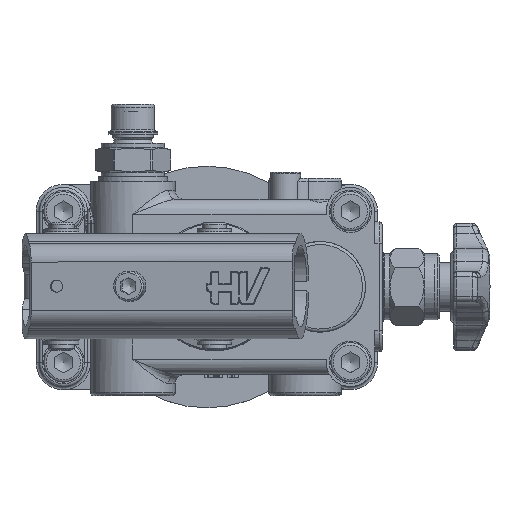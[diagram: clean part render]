
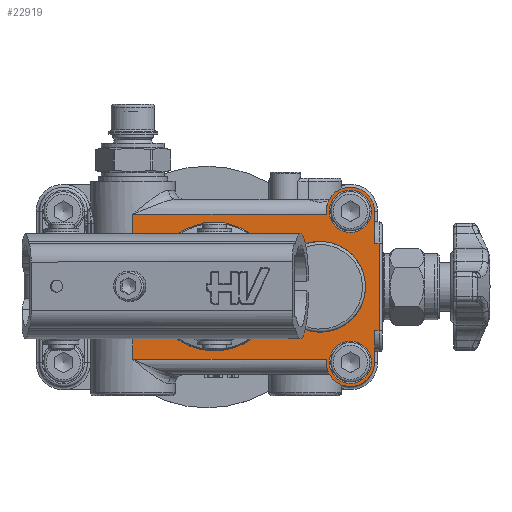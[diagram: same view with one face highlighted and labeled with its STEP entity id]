
A CAD part, top view. The second image highlights one B-rep face of the part: STEP entity #22919.
In plain terms, the highlighted planar face has unit normal (0, 0, 1).
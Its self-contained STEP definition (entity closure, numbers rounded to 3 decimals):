
#21351=CARTESIAN_POINT('',(96.,58.,43.));
#21352=VERTEX_POINT('',#21351);
#21360=CARTESIAN_POINT('',(96.,59.,43.));
#21361=VERTEX_POINT('',#21360);
#21362=CARTESIAN_POINT('',(96.,58.,43.));
#21363=DIRECTION('',(0.0,1.0,0.0));
#21364=VECTOR('',#21363,1.);
#21365=LINE('',#21362,#21364);
#21366=EDGE_CURVE('',#21352,#21361,#21365,.T.);
#21382=CARTESIAN_POINT('',(96.0,10.0,43.));
#21383=VERTEX_POINT('',#21382);
#21393=CARTESIAN_POINT('',(96.0,9.,43.));
#21394=VERTEX_POINT('',#21393);
#21401=CARTESIAN_POINT('',(96.,9.,43.));
#21402=DIRECTION('',(0.0,1.0,0.0));
#21403=VECTOR('',#21402,1.);
#21404=LINE('',#21401,#21403);
#21405=EDGE_CURVE('',#21394,#21383,#21404,.T.);
#21415=CARTESIAN_POINT('',(46.28,21.264,43.));
#21416=VERTEX_POINT('',#21415);
#21417=CARTESIAN_POINT('',(59.,34.0,43.));
#21418=DIRECTION('',(0.0,0.0,1.0));
#21419=DIRECTION('',(0.707,0.708,0.0));
#21420=AXIS2_PLACEMENT_3D('',#21417,#21418,#21419);
#21421=CIRCLE('',#21420,18.);
#21422=EDGE_CURVE('',#21416,#21416,#21421,.T.);
#21584=CARTESIAN_POINT('',(32.,44.122,43.));
#21585=VERTEX_POINT('',#21584);
#21634=CARTESIAN_POINT('',(33.732,41.0,43.));
#21635=VERTEX_POINT('',#21634);
#21643=CARTESIAN_POINT('',(33.732,41.0,43.));
#21644=CARTESIAN_POINT('',(33.732,41.528,43.));
#21645=CARTESIAN_POINT('',(33.438,42.767,43.));
#21646=CARTESIAN_POINT('',(32.582,43.719,43.));
#21647=CARTESIAN_POINT('',(32.,44.122,43.));
#21648=B_SPLINE_CURVE_WITH_KNOTS('',3,(#21643,#21644,#21645,#21646,#21647),.UNSPECIFIED.,.F.,.U.,(4,1,4),(2.696,2.855,3.066),.UNSPECIFIED.);
#21649=EDGE_CURVE('',#21635,#21585,#21648,.T.);
#21661=CARTESIAN_POINT('',(33.732,27.,43.));
#21662=VERTEX_POINT('',#21661);
#21670=CARTESIAN_POINT('',(33.732,27.,43.));
#21671=DIRECTION('',(0.0,1.0,0.0));
#21672=VECTOR('',#21671,14.);
#21673=LINE('',#21670,#21672);
#21674=EDGE_CURVE('',#21662,#21635,#21673,.T.);
#21707=CARTESIAN_POINT('',(32.,23.878,43.));
#21708=VERTEX_POINT('',#21707);
#21716=CARTESIAN_POINT('',(32.,23.878,43.));
#21717=CARTESIAN_POINT('',(32.433,24.178,43.));
#21718=CARTESIAN_POINT('',(33.336,25.067,43.));
#21719=CARTESIAN_POINT('',(33.732,26.29,43.0));
#21720=CARTESIAN_POINT('',(33.732,27.,43.));
#21721=B_SPLINE_CURVE_WITH_KNOTS('',3,(#21716,#21717,#21718,#21719,#21720),.UNSPECIFIED.,.F.,.U.,(4,1,4),(2.696,2.854,3.065),.UNSPECIFIED.);
#21722=EDGE_CURVE('',#21708,#21662,#21721,.T.);
#22451=CARTESIAN_POINT('',(112.0,59.,43.));
#22452=VERTEX_POINT('',#22451);
#22459=CARTESIAN_POINT('',(112.,48.5,43.));
#22460=VERTEX_POINT('',#22459);
#22461=CARTESIAN_POINT('',(112.0,59.,43.));
#22462=DIRECTION('',(0.0,-1.0,0.0));
#22463=VECTOR('',#22462,10.5);
#22464=LINE('',#22461,#22463);
#22465=EDGE_CURVE('',#22452,#22460,#22464,.T.);
#22580=CARTESIAN_POINT('',(112.0,19.5,43.));
#22581=VERTEX_POINT('',#22580);
#22589=CARTESIAN_POINT('',(112.,9.,43.));
#22590=VERTEX_POINT('',#22589);
#22591=CARTESIAN_POINT('',(112.,19.5,43.));
#22592=DIRECTION('',(0.0,-1.0,0.0));
#22593=VECTOR('',#22592,10.5);
#22594=LINE('',#22591,#22593);
#22595=EDGE_CURVE('',#22581,#22590,#22594,.T.);
#22784=CARTESIAN_POINT('',(113.5,48.5,43.));
#22785=VERTEX_POINT('',#22784);
#22795=CARTESIAN_POINT('',(112.,48.5,43.));
#22796=DIRECTION('',(1.0,0.0,0.0));
#22797=VECTOR('',#22796,1.5);
#22798=LINE('',#22795,#22797);
#22799=EDGE_CURVE('',#22460,#22785,#22798,.T.);
#22804=CARTESIAN_POINT('',(104.,34.,43.));
#22805=DIRECTION('',(0.0,0.0,1.0));
#22806=DIRECTION('',(1.0,0.0,0.0));
#22807=AXIS2_PLACEMENT_3D('',#22804,#22805,#22806);
#22808=PLANE('',#22807);
#22809=CARTESIAN_POINT('',(113.5,19.5,43.));
#22810=VERTEX_POINT('',#22809);
#22811=CARTESIAN_POINT('',(113.5,48.5,43.));
#22812=DIRECTION('',(0.0,-1.0,0.0));
#22813=VECTOR('',#22812,29.);
#22814=LINE('',#22811,#22813);
#22815=EDGE_CURVE('',#22785,#22810,#22814,.T.);
#22816=ORIENTED_EDGE('',*,*,#22815,.F.);
#22817=ORIENTED_EDGE('',*,*,#22799,.F.);
#22818=ORIENTED_EDGE('',*,*,#22465,.F.);
#22819=CARTESIAN_POINT('',(104.,59.,43.));
#22820=DIRECTION('',(0.0,0.0,-1.0));
#22821=DIRECTION('',(1.0,0.0,0.0));
#22822=AXIS2_PLACEMENT_3D('',#22819,#22820,#22821);
#22823=CIRCLE('',#22822,8.0);
#22824=EDGE_CURVE('',#21361,#22452,#22823,.T.);
#22825=ORIENTED_EDGE('',*,*,#22824,.F.);
#22826=ORIENTED_EDGE('',*,*,#21366,.F.);
#22827=CARTESIAN_POINT('',(32.,58.,43.));
#22828=VERTEX_POINT('',#22827);
#22829=CARTESIAN_POINT('',(96.,58.,43.));
#22830=DIRECTION('',(-1.0,0.0,0.0));
#22831=VECTOR('',#22830,64.);
#22832=LINE('',#22829,#22831);
#22833=EDGE_CURVE('',#21352,#22828,#22832,.T.);
#22834=ORIENTED_EDGE('',*,*,#22833,.T.);
#22835=CARTESIAN_POINT('',(32.0,44.122,43.0));
#22836=DIRECTION('',(0.0,1.0,0.0));
#22837=VECTOR('',#22836,13.878);
#22838=LINE('',#22835,#22837);
#22839=EDGE_CURVE('',#21585,#22828,#22838,.T.);
#22840=ORIENTED_EDGE('',*,*,#22839,.F.);
#22841=ORIENTED_EDGE('',*,*,#21649,.F.);
#22842=ORIENTED_EDGE('',*,*,#21674,.F.);
#22843=ORIENTED_EDGE('',*,*,#21722,.F.);
#22844=CARTESIAN_POINT('',(32.,10.0,43.));
#22845=VERTEX_POINT('',#22844);
#22846=CARTESIAN_POINT('',(32.0,10.,43.0));
#22847=DIRECTION('',(0.0,1.0,0.0));
#22848=VECTOR('',#22847,13.878);
#22849=LINE('',#22846,#22848);
#22850=EDGE_CURVE('',#22845,#21708,#22849,.T.);
#22851=ORIENTED_EDGE('',*,*,#22850,.F.);
#22852=CARTESIAN_POINT('',(96.0,10.0,43.));
#22853=DIRECTION('',(-1.0,0.0,0.0));
#22854=VECTOR('',#22853,64.);
#22855=LINE('',#22852,#22854);
#22856=EDGE_CURVE('',#21383,#22845,#22855,.T.);
#22857=ORIENTED_EDGE('',*,*,#22856,.F.);
#22858=ORIENTED_EDGE('',*,*,#21405,.F.);
#22859=CARTESIAN_POINT('',(104.0,9.,43.));
#22860=DIRECTION('',(0.0,0.0,-1.0));
#22861=DIRECTION('',(-1.0,0.0,0.0));
#22862=AXIS2_PLACEMENT_3D('',#22859,#22860,#22861);
#22863=CIRCLE('',#22862,8.0);
#22864=EDGE_CURVE('',#22590,#21394,#22863,.T.);
#22865=ORIENTED_EDGE('',*,*,#22864,.F.);
#22866=ORIENTED_EDGE('',*,*,#22595,.F.);
#22867=CARTESIAN_POINT('',(112.0,19.5,43.));
#22868=DIRECTION('',(1.0,0.0,0.0));
#22869=VECTOR('',#22868,1.5);
#22870=LINE('',#22867,#22869);
#22871=EDGE_CURVE('',#22581,#22810,#22870,.T.);
#22872=ORIENTED_EDGE('',*,*,#22871,.T.);
#22873=EDGE_LOOP('',(#22816,#22817,#22818,#22825,#22826,#22834,#22840,#22841,#22842,#22843,#22851,#22857,#22858,#22865,#22866,#22872));
#22874=FACE_OUTER_BOUND('',#22873,.T.);
#22875=CARTESIAN_POINT('',(111.0,9.,43.));
#22876=VERTEX_POINT('',#22875);
#22877=CARTESIAN_POINT('',(104.0,9.,43.));
#22878=DIRECTION('',(0.0,0.0,-1.0));
#22879=DIRECTION('',(1.0,0.0,0.0));
#22880=AXIS2_PLACEMENT_3D('',#22877,#22878,#22879);
#22881=CIRCLE('',#22880,7.);
#22882=EDGE_CURVE('',#22876,#22876,#22881,.T.);
#22883=ORIENTED_EDGE('',*,*,#22882,.T.);
#22884=EDGE_LOOP('',(#22883));
#22885=FACE_BOUND('',#22884,.T.);
#22886=CARTESIAN_POINT('',(111.,59.,43.));
#22887=VERTEX_POINT('',#22886);
#22888=CARTESIAN_POINT('',(104.,59.,43.));
#22889=DIRECTION('',(0.0,0.0,-1.0));
#22890=DIRECTION('',(1.0,0.0,0.0));
#22891=AXIS2_PLACEMENT_3D('',#22888,#22889,#22890);
#22892=CIRCLE('',#22891,7.);
#22893=EDGE_CURVE('',#22887,#22887,#22892,.T.);
#22894=ORIENTED_EDGE('',*,*,#22893,.T.);
#22895=EDGE_LOOP('',(#22894));
#22896=FACE_BOUND('',#22895,.T.);
#22897=CARTESIAN_POINT('',(83.0,44.198,43.));
#22898=VERTEX_POINT('',#22897);
#22899=CARTESIAN_POINT('',(83.0,23.802,43.));
#22900=VERTEX_POINT('',#22899);
#22901=CARTESIAN_POINT('',(94.,34.0,43.));
#22902=DIRECTION('',(0.0,0.0,-1.0));
#22903=DIRECTION('',(-1.0,0.0,0.0));
#22904=AXIS2_PLACEMENT_3D('',#22901,#22902,#22903);
#22905=CIRCLE('',#22904,15.0);
#22906=EDGE_CURVE('',#22898,#22900,#22905,.T.);
#22907=ORIENTED_EDGE('',*,*,#22906,.T.);
#22908=CARTESIAN_POINT('',(83.0,23.802,43.));
#22909=DIRECTION('',(0.0,1.0,0.0));
#22910=VECTOR('',#22909,20.396);
#22911=LINE('',#22908,#22910);
#22912=EDGE_CURVE('',#22900,#22898,#22911,.T.);
#22913=ORIENTED_EDGE('',*,*,#22912,.T.);
#22914=EDGE_LOOP('',(#22907,#22913));
#22915=FACE_BOUND('',#22914,.T.);
#22916=ORIENTED_EDGE('',*,*,#21422,.F.);
#22917=EDGE_LOOP('',(#22916));
#22918=FACE_BOUND('',#22917,.T.);
#22919=ADVANCED_FACE('',(#22874,#22885,#22896,#22915,#22918),#22808,.T.);
